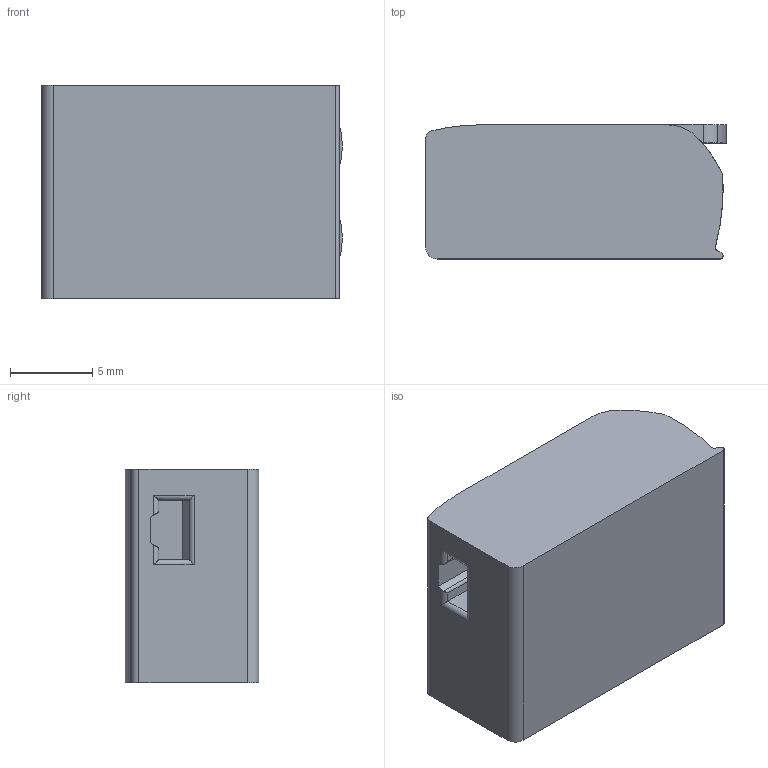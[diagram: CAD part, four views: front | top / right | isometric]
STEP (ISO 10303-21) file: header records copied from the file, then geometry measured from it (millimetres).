
FILE_DESCRIPTION (( 'STEP AP203' ), '1' );
FILE_NAME ('221-412.step', '2024-11-06T21:08:41', ( '' ), ( '' ), 'SwSTEP 2.0', 'SolidWorks 2023', '' );
FILE_SCHEMA (( 'CONFIG_CONTROL_DESIGN' ));
Length unit declared in the file: millimetre
Products named in the file (1): 221-412
Bounding box: 18.3 x 8.15 x 13 mm (x, y, z)
Volume: 1755.7 mm3; surface area: 1290.1 mm2
Topology: 1 solids, 1 shells, 162 faces, 441 edges, 282 vertices
Faces by surface type: plane 70, cylinder 61, bspline 25, torus 6
Entity records: 8659 total; most frequent: CARTESIAN_POINT 4711, ORIENTED_EDGE 882, DIRECTION 700, EDGE_CURVE 441, VERTEX_POINT 282, VECTOR 242, LINE 242, AXIS2_PLACEMENT_3D 229
